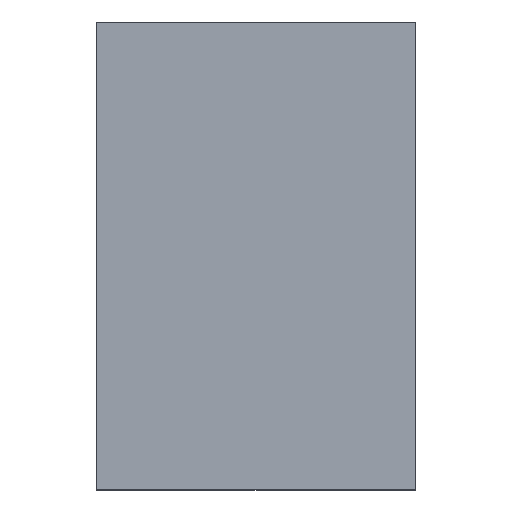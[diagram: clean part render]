
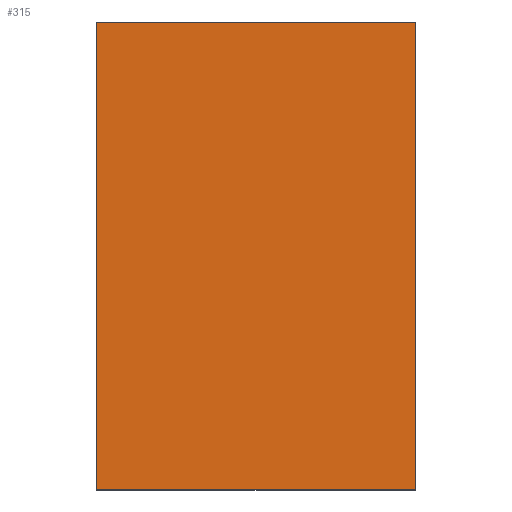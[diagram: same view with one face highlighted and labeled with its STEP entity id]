
A CAD part, left-side view. The second image highlights one B-rep face of the part: STEP entity #315.
In plain terms, the highlighted planar face has unit normal (-1, 0, 0).
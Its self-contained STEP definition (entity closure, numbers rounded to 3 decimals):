
#1 = EDGE_CURVE ( 'NONE', #760, #1223, #337, .T. ) ;
#13 = VECTOR ( 'NONE', #74, 1000. ) ;
#56 = LINE ( 'NONE', #908, #276 ) ;
#74 = DIRECTION ( 'NONE',  ( 0., 0., 1. ) ) ;
#80 = VERTEX_POINT ( 'NONE', #660 ) ;
#235 = EDGE_CURVE ( 'NONE', #748, #1223, #1106, .T. ) ;
#276 = VECTOR ( 'NONE', #1151, 1000. ) ;
#314 = EDGE_LOOP ( 'NONE', ( #906, #424, #1066, #694 ) ) ;
#315 = ADVANCED_FACE ( 'NONE', ( #497 ), #488, .T. ) ;
#337 = LINE ( 'NONE', #423, #13 ) ;
#352 = AXIS2_PLACEMENT_3D ( 'NONE', #911, #1133, #923 ) ;
#380 = VECTOR ( 'NONE', #556, 1000. ) ;
#423 = CARTESIAN_POINT ( 'NONE',  ( -1., 0.85, -0.625 ) ) ;
#424 = ORIENTED_EDGE ( 'NONE', *, *, #955, .F. ) ;
#448 = CARTESIAN_POINT ( 'NONE',  ( -1., 0., -0.625 ) ) ;
#488 = PLANE ( 'NONE',  #352 ) ;
#497 = FACE_OUTER_BOUND ( 'NONE', #314, .T. ) ;
#517 = CARTESIAN_POINT ( 'NONE',  ( -1., 0.85, 0.625 ) ) ;
#556 = DIRECTION ( 'NONE',  ( 0., 1., 0. ) ) ;
#587 = LINE ( 'NONE', #448, #380 ) ;
#660 = CARTESIAN_POINT ( 'NONE',  ( -1., 0., -0.625 ) ) ;
#694 = ORIENTED_EDGE ( 'NONE', *, *, #235, .T. ) ;
#748 = VERTEX_POINT ( 'NONE', #940 ) ;
#760 = VERTEX_POINT ( 'NONE', #958 ) ;
#786 = DIRECTION ( 'NONE',  ( 0., 1., 0. ) ) ;
#906 = ORIENTED_EDGE ( 'NONE', *, *, #1, .F. ) ;
#908 = CARTESIAN_POINT ( 'NONE',  ( -1., 0., -0.625 ) ) ;
#911 = CARTESIAN_POINT ( 'NONE',  ( -1., 0., -0.625 ) ) ;
#923 = DIRECTION ( 'NONE',  ( 0., 0., 1. ) ) ;
#940 = CARTESIAN_POINT ( 'NONE',  ( -1., 0., 0.625 ) ) ;
#955 = EDGE_CURVE ( 'NONE', #80, #760, #587, .T. ) ;
#958 = CARTESIAN_POINT ( 'NONE',  ( -1., 0.85, -0.625 ) ) ;
#1066 = ORIENTED_EDGE ( 'NONE', *, *, #1171, .T. ) ;
#1106 = LINE ( 'NONE', #1201, #1284 ) ;
#1133 = DIRECTION ( 'NONE',  ( -1., 0., 0. ) ) ;
#1151 = DIRECTION ( 'NONE',  ( 0., 0., 1. ) ) ;
#1171 = EDGE_CURVE ( 'NONE', #80, #748, #56, .T. ) ;
#1201 = CARTESIAN_POINT ( 'NONE',  ( -1., 0., 0.625 ) ) ;
#1223 = VERTEX_POINT ( 'NONE', #517 ) ;
#1284 = VECTOR ( 'NONE', #786, 1000. ) ;
